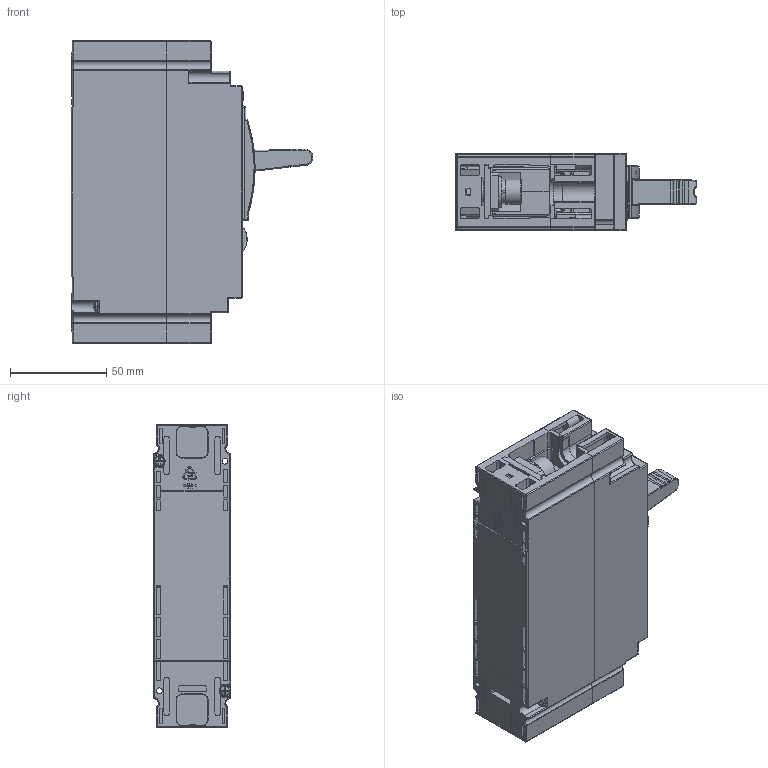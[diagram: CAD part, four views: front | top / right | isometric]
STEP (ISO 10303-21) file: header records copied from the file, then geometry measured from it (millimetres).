
FILE_DESCRIPTION((''),'2;1');
FILE_NAME('2ZTD-250-234_ASM_ASM','2020-11-05T09:00:09',('caodj'),(''),'CREO PARAMETRIC BY PTC INC, 2018020','CREO PARAMETRIC BY PTC INC, 2018020','');
FILE_SCHEMA(('CONFIG_CONTROL_DESIGN','SHAPE_APPEARANCE_LAYERS_GROUPS'));
Products named in the file (57): 8ZTD-024-981_2; 3P-8-005-158_1; 8580M0406004_2_1; 5550M1526003_ASM_2_1_ASM; 5740M1526102_ASM_2_1_ASM; 3P-8-005-159_1_1; 5005M1526188_ASM_1_1_ASM; 5553M15261161-2_ASM_1_1_ASM; 5203M15261451-2_ASM_1_1_ASM; 5263M1526104_AF0_ASM_2_ASM; 5043M15261201_ASM_2_ASM; 5263M1526104_AF1_ASM_2_ASM; 5043M15261202_ASM_2_ASM; 5106M15261641-2_ASM_17_ASM; 5550M1526004_ASM_1_1_ASM; 5740M1526102_ASM_2_ASM; 5005M1526192_ASM_1_ASM; 5257M1526114_ASM_2_1_ASM; 5257M1526115_ASM_2_1_ASM; 5295M1526150_ASM_15_1_ASM; 8253M0101004_2_1; 8210M0101002_2_1; 8860M1424010_2_1; 8860M1424009_2_1; GBT13806_2-ST2_9X20-A_2_1; 5253M1526002_ASM_2_1_ASM; 5232M1526108_ASM_5_1_ASM; 5232M1526113_ASM_6_1_ASM; 5295M15261561-2_ASM_6_ASM; 5519M15263421-2_ASM_17_ASM; 8024M0203126_2; 8420M04061141-4_2_1; 5421M15261151-4_ASM_1_1_ASM; 5421M15261161-4_ASM_1_1_ASM; 3P-8-100-067_2_1; 5ZTD-040-044_ASM_2_1_ASM; 8288M08201871-2_2_ASM; 5612M1526108_ASM_2_1_ASM; 5612M1526112_ASM_1_ASM; 5234M1526123_ASM_1_ASM ...
Assembly tree (61 placements, depth 7):
  2ZTD-250-234_ASM_ASM
    2ZTD-250-234_ASM_16_ASM
      8ZTD-024-981_2
      5519M15263421-2_ASM_17_ASM
        5005M1526188_ASM_1_1_ASM
          3P-8-005-158_1
          5550M1526003_ASM_2_1_ASM
            8580M0406004_2_1
          5740M1526102_ASM_2_1_ASM
          3P-8-005-159_1_1
        5106M15261641-2_ASM_17_ASM
          5203M15261451-2_ASM_1_1_ASM
            5553M15261161-2_ASM_1_1_ASM
          5043M15261201_ASM_2_ASM
            5263M1526104_AF0_ASM_2_ASM
          5043M15261202_ASM_2_ASM
            5263M1526104_AF1_ASM_2_ASM
        5005M1526192_ASM_1_ASM
          5550M1526004_ASM_1_1_ASM
          5740M1526102_ASM_2_ASM
        5295M15261561-2_ASM_6_ASM
          5295M1526150_ASM_15_1_ASM
            5257M1526115_ASM_2_1_ASM
              5257M1526114_ASM_2_1_ASM
          5232M1526113_ASM_6_1_ASM
            5253M1526002_ASM_2_1_ASM
              8253M0101004_2_1
              8210M0101002_2_1
              8860M1424010_2_1
              8860M1424009_2_1
              GBT13806_2-ST2_9X20-A_2_1
            5232M1526108_ASM_5_1_ASM
      5619M1526253_ASM_2_ASM
        8024M0203126_2
        5421M15261161-4_ASM_1_1_ASM
          5421M15261151-4_ASM_1_1_ASM
            8420M04061141-4_2_1
        5612M1526112_ASM_1_ASM
          5ZTD-040-044_ASM_2_1_ASM
            3P-8-100-067_2_1
          8288M08201871-2_2_ASM
          5612M1526108_ASM_2_1_ASM
        5234M1526123_ASM_1_ASM
        GB9074_8_M3X8_ASM_2_1_ASM
          GBT848-3_3
      8300M0101002_1_1  x2
      8754M0101102_1_1  x2
      8940M0308103_1_1  x2
      NKJ0200012_1_ASM_1_1_ASM  x2
        GBT70_1-M8X20_1_1
        D8_GB93_1_1
        D8_GB97_1_1_1
      8ZTD-315-1507-1_2
      GBT13806_2-ST2_9X50-A_2  x2
      GBT13806_2-ST2_9X10-A_2_1
      8-253-087_1_1
      8867M1424100310-00315_1_1
Bounding box: 125.14 x 40.12 x 157 mm (x, y, z)
Volume: 186457 mm3; surface area: 185290.7 mm2
Topology: 31 solids, 43 shells, 4506 faces, 12684 edges, 8236 vertices
Faces by surface type: plane 3009, cylinder 1134, torus 108, sphere 100, extrusion 59, bspline 50, cone 46
Entity records: 156458 total; most frequent: CARTESIAN_POINT 30060, ORIENTED_EDGE 24004, DIRECTION 22722, EDGE_CURVE 12023, VECTOR 8798, LINE 8739, VERTEX_POINT 7873, AXIS2_PLACEMENT_3D 6962
